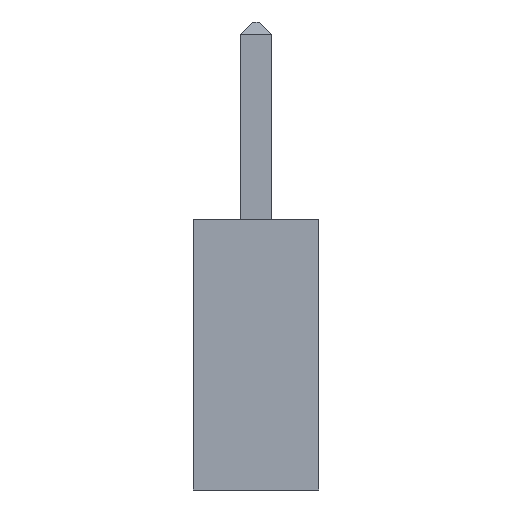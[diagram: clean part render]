
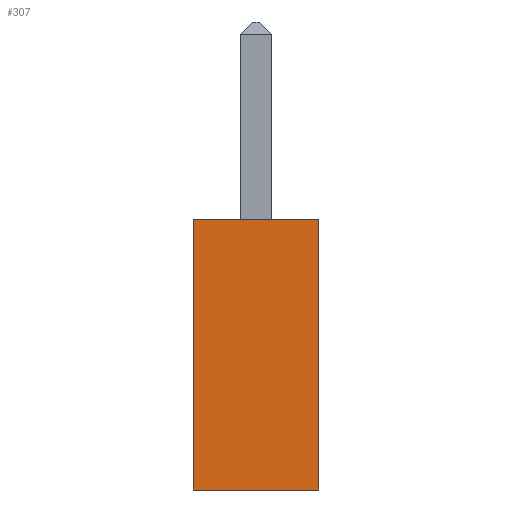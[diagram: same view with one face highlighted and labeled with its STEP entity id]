
A CAD part, left-side view. The second image highlights one B-rep face of the part: STEP entity #307.
In plain terms, the highlighted planar face has unit normal (-1, 0, 0).
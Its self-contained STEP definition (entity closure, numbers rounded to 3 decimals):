
#7 = VERTEX_POINT ( 'NONE', #759 ) ;
#119 = CARTESIAN_POINT ( 'NONE',  ( -1., 1., 0. ) ) ;
#123 = LINE ( 'NONE', #1259, #255 ) ;
#177 = CARTESIAN_POINT ( 'NONE',  ( -1., -1., 4.3 ) ) ;
#253 = CARTESIAN_POINT ( 'NONE',  ( -1., -1., 0. ) ) ;
#255 = VECTOR ( 'NONE', #1938, 1000. ) ;
#307 = ADVANCED_FACE ( 'NONE', ( #817 ), #622, .T. ) ;
#313 = LINE ( 'NONE', #2498, #950 ) ;
#430 = EDGE_CURVE ( 'NONE', #754, #2215, #123, .T. ) ;
#550 = DIRECTION ( 'NONE',  ( 0., 0., -1. ) ) ;
#573 = CARTESIAN_POINT ( 'NONE',  ( -1., 1., 0. ) ) ;
#622 = PLANE ( 'NONE',  #2020 ) ;
#651 = ORIENTED_EDGE ( 'NONE', *, *, #1966, .F. ) ;
#679 = EDGE_LOOP ( 'NONE', ( #691, #1173, #1817, #651 ) ) ;
#691 = ORIENTED_EDGE ( 'NONE', *, *, #430, .T. ) ;
#754 = VERTEX_POINT ( 'NONE', #573 ) ;
#759 = CARTESIAN_POINT ( 'NONE',  ( -1., 1., 4.3 ) ) ;
#817 = FACE_OUTER_BOUND ( 'NONE', #679, .T. ) ;
#915 = LINE ( 'NONE', #2320, #1530 ) ;
#950 = VECTOR ( 'NONE', #1481, 1000. ) ;
#1093 = DIRECTION ( 'NONE',  ( 0., 0., 1. ) ) ;
#1149 = EDGE_CURVE ( 'NONE', #7, #1311, #313, .T. ) ;
#1173 = ORIENTED_EDGE ( 'NONE', *, *, #2024, .F. ) ;
#1259 = CARTESIAN_POINT ( 'NONE',  ( -1., 0., 0. ) ) ;
#1311 = VERTEX_POINT ( 'NONE', #177 ) ;
#1481 = DIRECTION ( 'NONE',  ( 0., -1., 0. ) ) ;
#1530 = VECTOR ( 'NONE', #550, 1000. ) ;
#1702 = DIRECTION ( 'NONE',  ( -1., 0., 0. ) ) ;
#1817 = ORIENTED_EDGE ( 'NONE', *, *, #1149, .F. ) ;
#1892 = DIRECTION ( 'NONE',  ( 0., 0., 1. ) ) ;
#1933 = LINE ( 'NONE', #119, #2327 ) ;
#1938 = DIRECTION ( 'NONE',  ( 0., -1., 0. ) ) ;
#1966 = EDGE_CURVE ( 'NONE', #754, #7, #1933, .T. ) ;
#2020 = AXIS2_PLACEMENT_3D ( 'NONE', #2303, #1702, #1892 ) ;
#2024 = EDGE_CURVE ( 'NONE', #1311, #2215, #915, .T. ) ;
#2215 = VERTEX_POINT ( 'NONE', #253 ) ;
#2303 = CARTESIAN_POINT ( 'NONE',  ( -1., -1., 0. ) ) ;
#2320 = CARTESIAN_POINT ( 'NONE',  ( -1., -1., 0. ) ) ;
#2327 = VECTOR ( 'NONE', #1093, 1000. ) ;
#2498 = CARTESIAN_POINT ( 'NONE',  ( -1., 0., 4.3 ) ) ;
